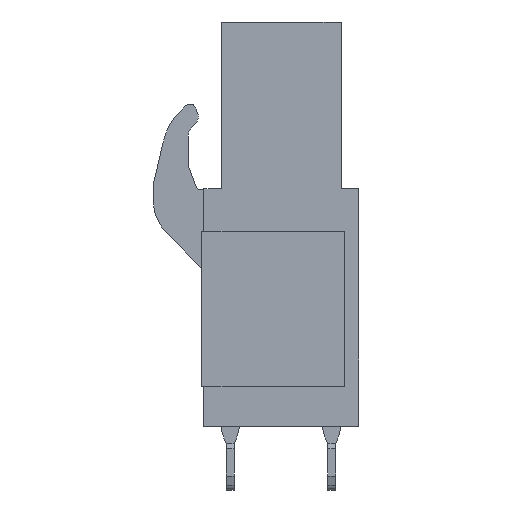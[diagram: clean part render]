
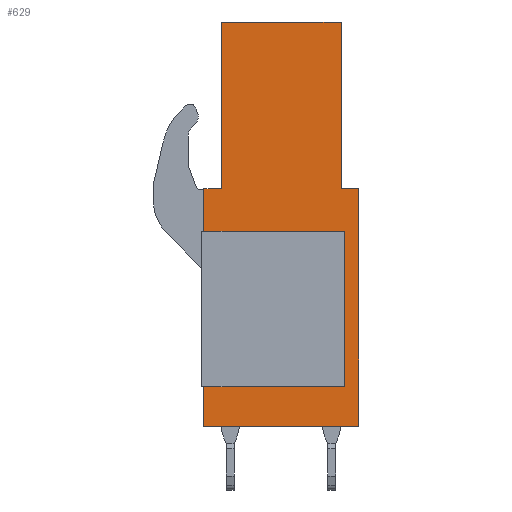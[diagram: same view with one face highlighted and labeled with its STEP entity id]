
A CAD part, left-side view. The second image highlights one B-rep face of the part: STEP entity #629.
In plain terms, the highlighted planar face has unit normal (-1, 0, 0).
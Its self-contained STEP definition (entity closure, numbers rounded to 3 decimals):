
#556=AXIS2_PLACEMENT_3D('Plane Axis2P3D',#553,#554,#555) ;
#36=CARTESIAN_POINT('Line Origine',(1.,3.875,23.45)) ;
#40=CARTESIAN_POINT('Vertex',(1.,0.875,23.45)) ;
#42=CARTESIAN_POINT('Vertex',(1.,6.875,23.45)) ;
#445=CARTESIAN_POINT('Vertex',(1.,7.75,3.2)) ;
#448=CARTESIAN_POINT('Line Origine',(1.,7.75,4.437)) ;
#452=CARTESIAN_POINT('Vertex',(1.,7.75,5.675)) ;
#459=CARTESIAN_POINT('Vertex',(1.,7.75,12.475)) ;
#462=CARTESIAN_POINT('Line Origine',(1.,7.75,13.787)) ;
#466=CARTESIAN_POINT('Vertex',(1.,7.75,15.1)) ;
#553=CARTESIAN_POINT('Axis2P3D Location',(1.,0.,0.)) ;
#558=CARTESIAN_POINT('Line Origine',(1.,4.225,12.475)) ;
#562=CARTESIAN_POINT('Vertex',(1.,0.7,12.475)) ;
#565=CARTESIAN_POINT('Line Origine',(1.,0.7,9.075)) ;
#569=CARTESIAN_POINT('Vertex',(1.,0.7,5.675)) ;
#572=CARTESIAN_POINT('Line Origine',(1.,4.225,5.675)) ;
#577=CARTESIAN_POINT('Line Origine',(1.,3.875,3.2)) ;
#581=CARTESIAN_POINT('Vertex',(1.,0.,3.2)) ;
#584=CARTESIAN_POINT('Line Origine',(1.,0.,9.15)) ;
#588=CARTESIAN_POINT('Vertex',(1.,0.,15.1)) ;
#591=CARTESIAN_POINT('Line Origine',(1.,0.438,15.1)) ;
#595=CARTESIAN_POINT('Vertex',(1.,0.875,15.1)) ;
#598=CARTESIAN_POINT('Line Origine',(1.,0.875,19.275)) ;
#603=CARTESIAN_POINT('Line Origine',(1.,6.875,19.275)) ;
#607=CARTESIAN_POINT('Vertex',(1.,6.875,15.1)) ;
#610=CARTESIAN_POINT('Line Origine',(1.,7.313,15.1)) ;
#37=DIRECTION('Vector Direction',(0.,1.,0.)) ;
#449=DIRECTION('Vector Direction',(0.,0.,1.)) ;
#463=DIRECTION('Vector Direction',(0.,0.,1.)) ;
#554=DIRECTION('Axis2P3D Direction',(1.,0.,0.)) ;
#555=DIRECTION('Axis2P3D XDirection',(0.,1.,0.)) ;
#559=DIRECTION('Vector Direction',(0.,-1.,0.)) ;
#566=DIRECTION('Vector Direction',(0.,0.,1.)) ;
#573=DIRECTION('Vector Direction',(0.,-1.,0.)) ;
#578=DIRECTION('Vector Direction',(0.,1.,0.)) ;
#585=DIRECTION('Vector Direction',(0.,0.,1.)) ;
#592=DIRECTION('Vector Direction',(0.,1.,0.)) ;
#599=DIRECTION('Vector Direction',(0.,0.,1.)) ;
#604=DIRECTION('Vector Direction',(0.,0.,1.)) ;
#611=DIRECTION('Vector Direction',(0.,-1.,0.)) ;
#38=VECTOR('Line Direction',#37,1.) ;
#450=VECTOR('Line Direction',#449,1.) ;
#464=VECTOR('Line Direction',#463,1.) ;
#560=VECTOR('Line Direction',#559,1.) ;
#567=VECTOR('Line Direction',#566,1.) ;
#574=VECTOR('Line Direction',#573,1.) ;
#579=VECTOR('Line Direction',#578,1.) ;
#586=VECTOR('Line Direction',#585,1.) ;
#593=VECTOR('Line Direction',#592,1.) ;
#600=VECTOR('Line Direction',#599,1.) ;
#605=VECTOR('Line Direction',#604,1.) ;
#612=VECTOR('Line Direction',#611,1.) ;
#616=ORIENTED_EDGE('',*,*,#564,.T.) ;
#617=ORIENTED_EDGE('',*,*,#571,.T.) ;
#618=ORIENTED_EDGE('',*,*,#576,.F.) ;
#619=ORIENTED_EDGE('',*,*,#454,.F.) ;
#620=ORIENTED_EDGE('',*,*,#583,.F.) ;
#621=ORIENTED_EDGE('',*,*,#590,.T.) ;
#622=ORIENTED_EDGE('',*,*,#597,.F.) ;
#623=ORIENTED_EDGE('',*,*,#602,.F.) ;
#624=ORIENTED_EDGE('',*,*,#44,.T.) ;
#625=ORIENTED_EDGE('',*,*,#609,.F.) ;
#626=ORIENTED_EDGE('',*,*,#614,.F.) ;
#627=ORIENTED_EDGE('',*,*,#468,.F.) ;
#629=ADVANCED_FACE('BLL5.08/19/180B 3.2SNOR 1682900000',(#628),#557,.F.) ;
#44=EDGE_CURVE('',#41,#43,#39,.T.) ;
#454=EDGE_CURVE('',#446,#453,#451,.T.) ;
#468=EDGE_CURVE('',#460,#467,#465,.T.) ;
#564=EDGE_CURVE('',#460,#563,#561,.T.) ;
#571=EDGE_CURVE('',#563,#570,#568,.F.) ;
#576=EDGE_CURVE('',#453,#570,#575,.T.) ;
#583=EDGE_CURVE('',#582,#446,#580,.T.) ;
#590=EDGE_CURVE('',#582,#589,#587,.T.) ;
#597=EDGE_CURVE('',#596,#589,#594,.F.) ;
#602=EDGE_CURVE('',#41,#596,#601,.F.) ;
#609=EDGE_CURVE('',#608,#43,#606,.T.) ;
#614=EDGE_CURVE('',#467,#608,#613,.T.) ;
#615=EDGE_LOOP('',(#616,#617,#618,#619,#620,#621,#622,#623,#624,#625,#626,#627)) ;
#628=FACE_OUTER_BOUND('',#615,.T.) ;
#39=LINE('Line',#36,#38) ;
#451=LINE('Line',#448,#450) ;
#465=LINE('Line',#462,#464) ;
#561=LINE('Line',#558,#560) ;
#568=LINE('Line',#565,#567) ;
#575=LINE('Line',#572,#574) ;
#580=LINE('Line',#577,#579) ;
#587=LINE('Line',#584,#586) ;
#594=LINE('Line',#591,#593) ;
#601=LINE('Line',#598,#600) ;
#606=LINE('Line',#603,#605) ;
#613=LINE('Line',#610,#612) ;
#557=PLANE('',#556) ;
#41=VERTEX_POINT('',#40) ;
#43=VERTEX_POINT('',#42) ;
#446=VERTEX_POINT('',#445) ;
#453=VERTEX_POINT('',#452) ;
#460=VERTEX_POINT('',#459) ;
#467=VERTEX_POINT('',#466) ;
#563=VERTEX_POINT('',#562) ;
#570=VERTEX_POINT('',#569) ;
#582=VERTEX_POINT('',#581) ;
#589=VERTEX_POINT('',#588) ;
#596=VERTEX_POINT('',#595) ;
#608=VERTEX_POINT('',#607) ;
